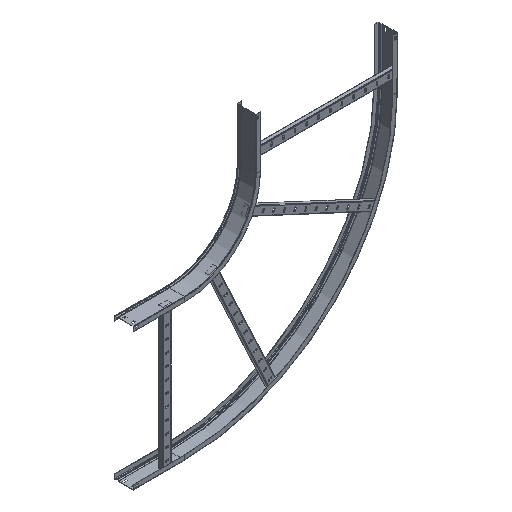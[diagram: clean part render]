
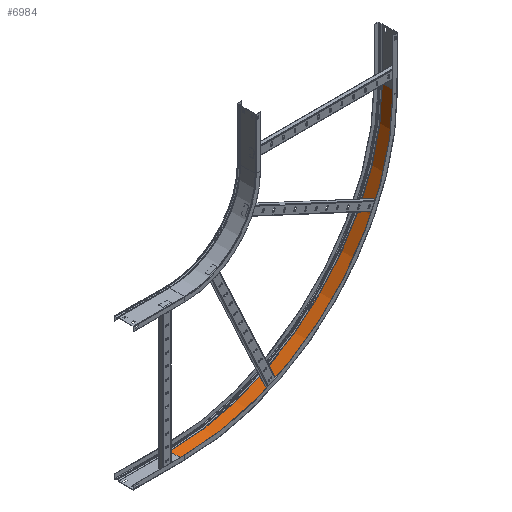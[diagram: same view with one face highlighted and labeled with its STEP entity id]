
A CAD part, isometric view. The second image highlights one B-rep face of the part: STEP entity #6984.
In plain terms, the highlighted cylindrical face has radius 898.8 mm (diameter 1797.6 mm), a partial arc.
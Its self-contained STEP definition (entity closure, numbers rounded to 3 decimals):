
#1367 = AXIS2_PLACEMENT_3D ( 'NONE', #2015, #6301, #2040 ) ;
#1425 = EDGE_CURVE ( 'NONE', #6377, #1541, #7411, .T. ) ;
#1541 = VERTEX_POINT ( 'NONE', #2261 ) ;
#2015 = CARTESIAN_POINT ( 'NONE',  ( 0., 2.2, 0. ) ) ;
#2040 = DIRECTION ( 'NONE',  ( 0., 0., 1. ) ) ;
#2195 = VERTEX_POINT ( 'NONE', #4519 ) ;
#2232 = DIRECTION ( 'NONE',  ( 0., 1., 0. ) ) ;
#2261 = CARTESIAN_POINT ( 'NONE',  ( 0., 2.2, -898.8 ) ) ;
#2566 = CARTESIAN_POINT ( 'NONE',  ( 898.8, 2.2, 0. ) ) ;
#2744 = FACE_OUTER_BOUND ( 'NONE', #6865, .T. ) ;
#2837 = DIRECTION ( 'NONE',  ( 0., 1., 0. ) ) ;
#3327 = ORIENTED_EDGE ( 'NONE', *, *, #3595, .T. ) ;
#3595 = EDGE_CURVE ( 'NONE', #6377, #5491, #5579, .T. ) ;
#3692 = VECTOR ( 'NONE', #2837, 1000. ) ;
#3712 = CARTESIAN_POINT ( 'NONE',  ( 0., 64.026, 0. ) ) ;
#3897 = LINE ( 'NONE', #7663, #6116 ) ;
#4276 = DIRECTION ( 'NONE',  ( 0., 1., 0. ) ) ;
#4492 = AXIS2_PLACEMENT_3D ( 'NONE', #3712, #2232, #4992 ) ;
#4519 = CARTESIAN_POINT ( 'NONE',  ( 0., 64.026, -898.8 ) ) ;
#4694 = EDGE_CURVE ( 'NONE', #1541, #2195, #3897, .T. ) ;
#4934 = ORIENTED_EDGE ( 'NONE', *, *, #1425, .F. ) ;
#4992 = DIRECTION ( 'NONE',  ( 0., 0., 1. ) ) ;
#5195 = ORIENTED_EDGE ( 'NONE', *, *, #6195, .T. ) ;
#5491 = VERTEX_POINT ( 'NONE', #6996 ) ;
#5579 = LINE ( 'NONE', #8521, #3692 ) ;
#6116 = VECTOR ( 'NONE', #4276, 1000. ) ;
#6195 = EDGE_CURVE ( 'NONE', #5491, #2195, #7928, .T. ) ;
#6301 = DIRECTION ( 'NONE',  ( 0., 1., 0. ) ) ;
#6377 = VERTEX_POINT ( 'NONE', #2566 ) ;
#6865 = EDGE_LOOP ( 'NONE', ( #5195, #7866, #4934, #3327 ) ) ;
#6919 = CYLINDRICAL_SURFACE ( 'NONE', #7064, 898.8 ) ;
#6984 = ADVANCED_FACE ( 'NONE', ( #2744 ), #6919, .F. ) ;
#6996 = CARTESIAN_POINT ( 'NONE',  ( 898.8, 64.026, 0. ) ) ;
#7064 = AXIS2_PLACEMENT_3D ( 'NONE', #8079, #8854, #8770 ) ;
#7411 = CIRCLE ( 'NONE', #1367, 898.8 ) ;
#7663 = CARTESIAN_POINT ( 'NONE',  ( 0., 2.2, -898.8 ) ) ;
#7866 = ORIENTED_EDGE ( 'NONE', *, *, #4694, .F. ) ;
#7928 = CIRCLE ( 'NONE', #4492, 898.8 ) ;
#8079 = CARTESIAN_POINT ( 'NONE',  ( 0., 0., 0. ) ) ;
#8521 = CARTESIAN_POINT ( 'NONE',  ( 898.8, 0., 0. ) ) ;
#8770 = DIRECTION ( 'NONE',  ( 0., 0., 1. ) ) ;
#8854 = DIRECTION ( 'NONE',  ( 0., 1., 0. ) ) ;
